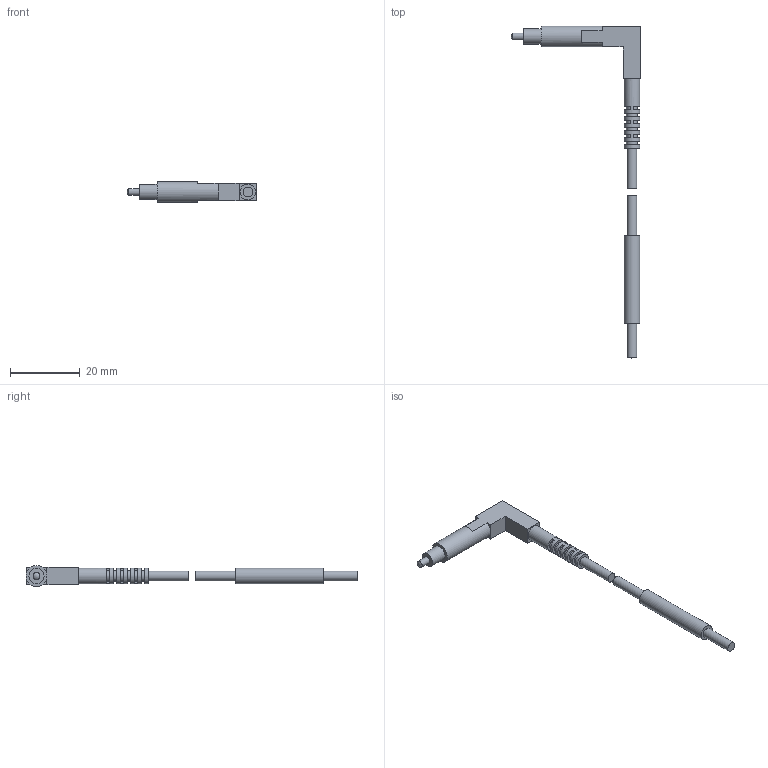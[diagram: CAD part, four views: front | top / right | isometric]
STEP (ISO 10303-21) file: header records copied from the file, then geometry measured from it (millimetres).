
FILE_DESCRIPTION (( 'STEP AP214' ), '1' );
FILE_NAME ('CS067B-LR.STEP', '2019-05-17T18:51:36', ( '' ), ( '' ), 'SwSTEP 2.0', 'SolidWorks 2018', '' );
FILE_SCHEMA (( 'AUTOMOTIVE_DESIGN' ));
Length unit declared in the file: inch
Products named in the file (1): CS067B-LR
Bounding box: 36.99 x 95 x 6 mm (x, y, z)
Volume: 1987.3 mm3; surface area: 1927.5 mm2
Topology: 2 solids, 2 shells, 72 faces, 159 edges, 106 vertices
Faces by surface type: plane 51, cylinder 20, sphere 1
Full cylindrical faces by diameter (mm): 2 x1, 2.8 x3, 3.1 x3, 4.3 x1, 4.45 x4, 4.5 x1, 6 x1
Entity records: 1885 total; most frequent: DIRECTION 336, CARTESIAN_POINT 303, ORIENTED_EDGE 266, EDGE_CURVE 133, AXIS2_PLACEMENT_3D 130, EDGE_LOOP 104, VERTEX_POINT 97, FACE_OUTER_BOUND 86
